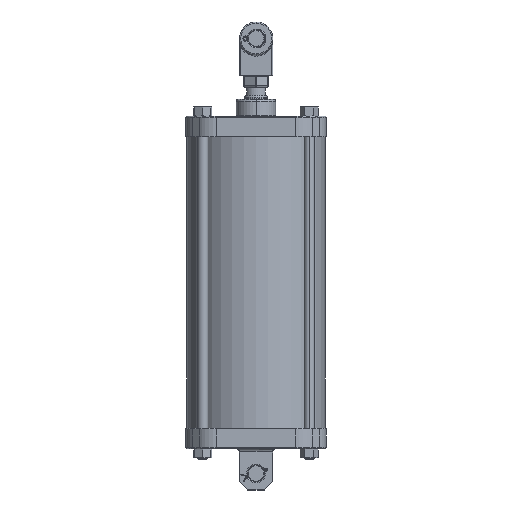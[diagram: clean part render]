
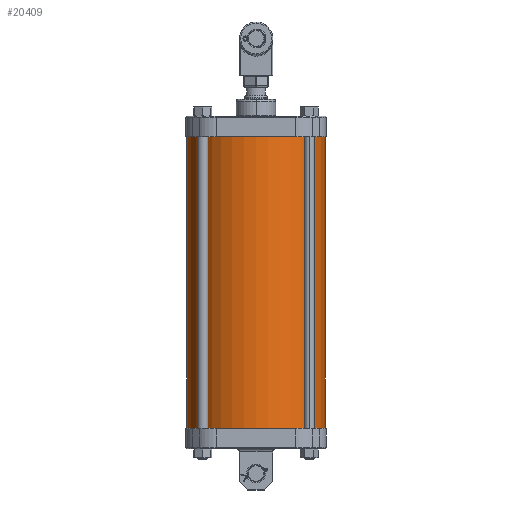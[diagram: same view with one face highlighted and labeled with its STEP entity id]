
A CAD part, left-side view. The second image highlights one B-rep face of the part: STEP entity #20409.
In plain terms, the highlighted cylindrical face has radius 106.324 mm (diameter 212.649 mm), a partial arc.
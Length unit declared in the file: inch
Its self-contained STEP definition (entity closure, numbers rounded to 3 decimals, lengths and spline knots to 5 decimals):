
#544 = CARTESIAN_POINT ( 'NONE',  ( 4.186, 0., -17.875 ) ) ;
#1193 = VERTEX_POINT ( 'NONE', #32483 ) ;
#1441 = EDGE_CURVE ( 'NONE', #1193, #28734, #3767, .T. ) ;
#3218 = DIRECTION ( 'NONE',  ( 1., 0., 0. ) ) ;
#3419 = VECTOR ( 'NONE', #21449, 39.37008 ) ;
#3433 = CARTESIAN_POINT ( 'NONE',  ( -4.186, 0., -17.875 ) ) ;
#3767 = LINE ( 'NONE', #3433, #20945 ) ;
#4305 = EDGE_CURVE ( 'NONE', #25408, #28734, #18797, .T. ) ;
#4868 = CARTESIAN_POINT ( 'NONE',  ( 0., 0., 0. ) ) ;
#6361 = ORIENTED_EDGE ( 'NONE', *, *, #7691, .T. ) ;
#6853 = ORIENTED_EDGE ( 'NONE', *, *, #27802, .F. ) ;
#7037 = ORIENTED_EDGE ( 'NONE', *, *, #4305, .F. ) ;
#7091 = CARTESIAN_POINT ( 'NONE',  ( 4.186, 0., -17.875 ) ) ;
#7587 = CARTESIAN_POINT ( 'NONE',  ( 4.186, 0., 0. ) ) ;
#7691 = EDGE_CURVE ( 'NONE', #29360, #1193, #30171, .T. ) ;
#8887 = CARTESIAN_POINT ( 'NONE',  ( 0., 0., -17.875 ) ) ;
#10080 = DIRECTION ( 'NONE',  ( 1., 0., 0. ) ) ;
#10977 = FACE_OUTER_BOUND ( 'NONE', #21411, .T. ) ;
#13995 = AXIS2_PLACEMENT_3D ( 'NONE', #8887, #21863, #32171 ) ;
#15280 = AXIS2_PLACEMENT_3D ( 'NONE', #20757, #26496, #3218 ) ;
#15893 = DIRECTION ( 'NONE',  ( 0., 0., 1. ) ) ;
#18797 = CIRCLE ( 'NONE', #22948, 4.186 ) ;
#20353 = DIRECTION ( 'NONE',  ( 0., 0., 1. ) ) ;
#20409 = ADVANCED_FACE ( 'NONE', ( #10977 ), #25830, .T. ) ;
#20757 = CARTESIAN_POINT ( 'NONE',  ( 0., 0., -17.875 ) ) ;
#20945 = VECTOR ( 'NONE', #15893, 39.37008 ) ;
#21411 = EDGE_LOOP ( 'NONE', ( #6361, #21497, #7037, #6853 ) ) ;
#21449 = DIRECTION ( 'NONE',  ( 0., 0., 1. ) ) ;
#21497 = ORIENTED_EDGE ( 'NONE', *, *, #1441, .T. ) ;
#21863 = DIRECTION ( 'NONE',  ( 0., 0., 1. ) ) ;
#22894 = CARTESIAN_POINT ( 'NONE',  ( -4.186, 0., 0. ) ) ;
#22948 = AXIS2_PLACEMENT_3D ( 'NONE', #4868, #20353, #10080 ) ;
#25408 = VERTEX_POINT ( 'NONE', #7587 ) ;
#25830 = CYLINDRICAL_SURFACE ( 'NONE', #15280, 4.186 ) ;
#26496 = DIRECTION ( 'NONE',  ( 0., 0., 1. ) ) ;
#27802 = EDGE_CURVE ( 'NONE', #29360, #25408, #31248, .T. ) ;
#28734 = VERTEX_POINT ( 'NONE', #22894 ) ;
#29360 = VERTEX_POINT ( 'NONE', #7091 ) ;
#30171 = CIRCLE ( 'NONE', #13995, 4.186 ) ;
#31248 = LINE ( 'NONE', #544, #3419 ) ;
#32171 = DIRECTION ( 'NONE',  ( 1., 0., 0. ) ) ;
#32483 = CARTESIAN_POINT ( 'NONE',  ( -4.186, 0., -17.875 ) ) ;
